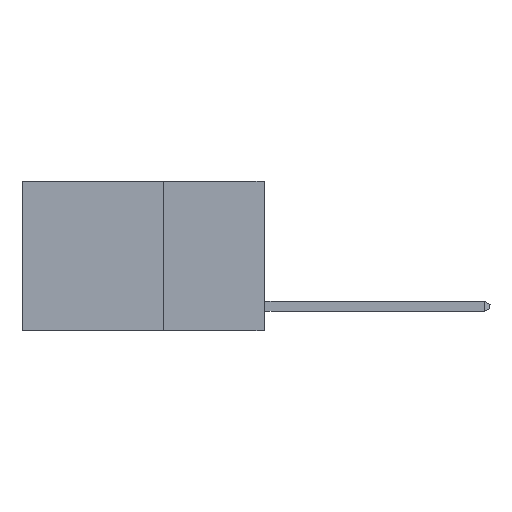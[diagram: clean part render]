
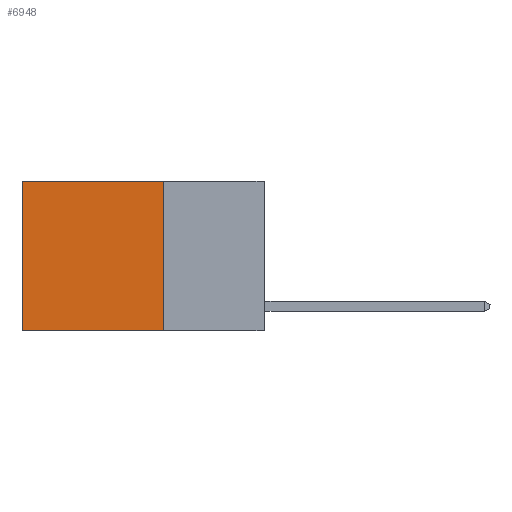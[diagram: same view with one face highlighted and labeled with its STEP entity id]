
A CAD part, left-side view. The second image highlights one B-rep face of the part: STEP entity #6948.
In plain terms, the highlighted planar face has unit normal (-1, 0, 0).
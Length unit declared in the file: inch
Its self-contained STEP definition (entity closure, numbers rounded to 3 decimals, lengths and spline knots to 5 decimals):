
#455 = CARTESIAN_POINT ( 'NONE',  ( 0.2625, 0.25, 0. ) ) ;
#3368 = FACE_OUTER_BOUND ( 'NONE', #13036, .T. ) ;
#3806 = ORIENTED_EDGE ( 'NONE', *, *, #17378, .F. ) ;
#4377 = VERTEX_POINT ( 'NONE', #20382 ) ;
#4579 = EDGE_CURVE ( 'NONE', #9498, #8228, #16640, .T. ) ;
#4926 = DIRECTION ( 'NONE',  ( 1., 0., 0. ) ) ;
#6244 = LINE ( 'NONE', #25731, #23246 ) ;
#6848 = ORIENTED_EDGE ( 'NONE', *, *, #4579, .T. ) ;
#6948 = ADVANCED_FACE ( 'NONE', ( #3368 ), #24381, .F. ) ;
#8228 = VERTEX_POINT ( 'NONE', #23990 ) ;
#9498 = VERTEX_POINT ( 'NONE', #24423 ) ;
#13036 = EDGE_LOOP ( 'NONE', ( #22368, #3806, #17593, #6848 ) ) ;
#14242 = CARTESIAN_POINT ( 'NONE',  ( 0.2625, 0.25, 0. ) ) ;
#14569 = CARTESIAN_POINT ( 'NONE',  ( 0.2625, 0.25, -0.37 ) ) ;
#15625 = EDGE_CURVE ( 'NONE', #8228, #4377, #6244, .T. ) ;
#16470 = LINE ( 'NONE', #14242, #16657 ) ;
#16640 = LINE ( 'NONE', #455, #25002 ) ;
#16657 = VECTOR ( 'NONE', #22726, 39.37008 ) ;
#17112 = DIRECTION ( 'NONE',  ( 0., 0., -1. ) ) ;
#17378 = EDGE_CURVE ( 'NONE', #20863, #4377, #19553, .T. ) ;
#17593 = ORIENTED_EDGE ( 'NONE', *, *, #18835, .F. ) ;
#18835 = EDGE_CURVE ( 'NONE', #9498, #20863, #16470, .T. ) ;
#18872 = DIRECTION ( 'NONE',  ( 0., 1., 0. ) ) ;
#19141 = CARTESIAN_POINT ( 'NONE',  ( 0.2625, 0.25, -0.37 ) ) ;
#19553 = LINE ( 'NONE', #19141, #19710 ) ;
#19710 = VECTOR ( 'NONE', #21231, 39.37008 ) ;
#20382 = CARTESIAN_POINT ( 'NONE',  ( 0.2625, 0.6, -0.37 ) ) ;
#20863 = VERTEX_POINT ( 'NONE', #14569 ) ;
#21231 = DIRECTION ( 'NONE',  ( 0., 1., 0. ) ) ;
#22366 = AXIS2_PLACEMENT_3D ( 'NONE', #23984, #4926, #26352 ) ;
#22368 = ORIENTED_EDGE ( 'NONE', *, *, #15625, .T. ) ;
#22726 = DIRECTION ( 'NONE',  ( 0., 0., -1. ) ) ;
#23246 = VECTOR ( 'NONE', #17112, 39.37008 ) ;
#23984 = CARTESIAN_POINT ( 'NONE',  ( 0.2625, 0.25, 0. ) ) ;
#23990 = CARTESIAN_POINT ( 'NONE',  ( 0.2625, 0.6, 0. ) ) ;
#24381 = PLANE ( 'NONE',  #22366 ) ;
#24423 = CARTESIAN_POINT ( 'NONE',  ( 0.2625, 0.25, 0. ) ) ;
#25002 = VECTOR ( 'NONE', #18872, 39.37008 ) ;
#25731 = CARTESIAN_POINT ( 'NONE',  ( 0.2625, 0.6, 0. ) ) ;
#26352 = DIRECTION ( 'NONE',  ( 0., 0., -1. ) ) ;
